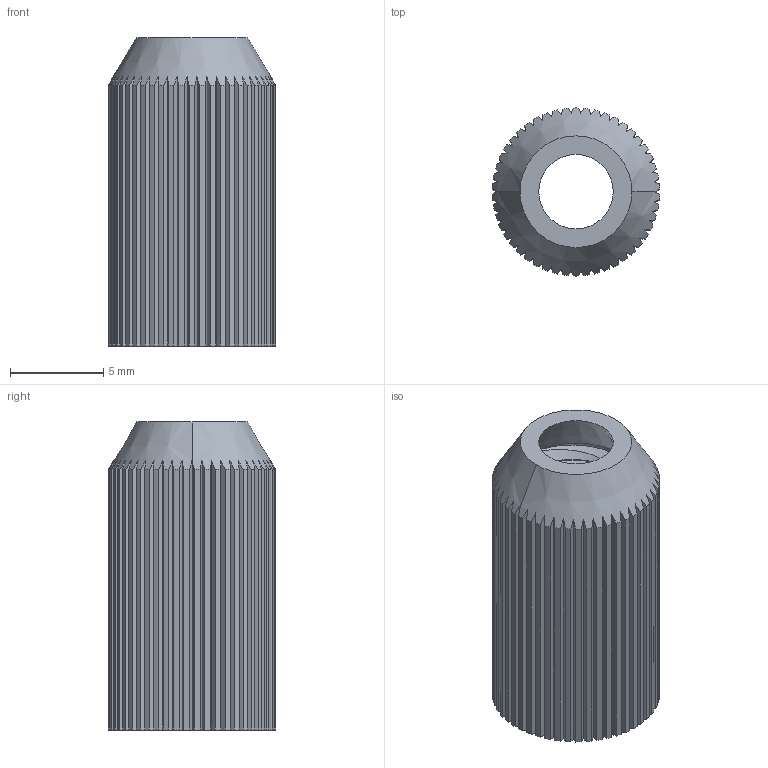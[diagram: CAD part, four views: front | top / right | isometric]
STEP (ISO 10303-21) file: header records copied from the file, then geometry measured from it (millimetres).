
FILE_DESCRIPTION (( 'STEP AP203' ), '1' );
FILE_NAME ('90591A154 M7 collet clamp.STEP', '2018-02-06T21:14:38', ( 'care taker' ), ( '' ), 'SwSTEP 2.0', 'SolidWorks 2014', '' );
FILE_SCHEMA (( 'CONFIG_CONTROL_DESIGN' ));
Length unit declared in the file: millimetre
Products named in the file (1): 90591A154 M7 collet clamp
Bounding box: 9 x 9 x 16.54 mm (x, y, z)
Volume: 468.3 mm3; surface area: 1281.4 mm2
Topology: 1 solids, 1 shells, 221 faces, 650 edges, 431 vertices
Faces by surface type: cylinder 106, plane 103, cone 10, bspline 2
Entity records: 9152 total; most frequent: CARTESIAN_POINT 3629, ORIENTED_EDGE 1300, DIRECTION 985, EDGE_CURVE 650, VERTEX_POINT 431, AXIS2_PLACEMENT_3D 335, VECTOR 315, LINE 315
